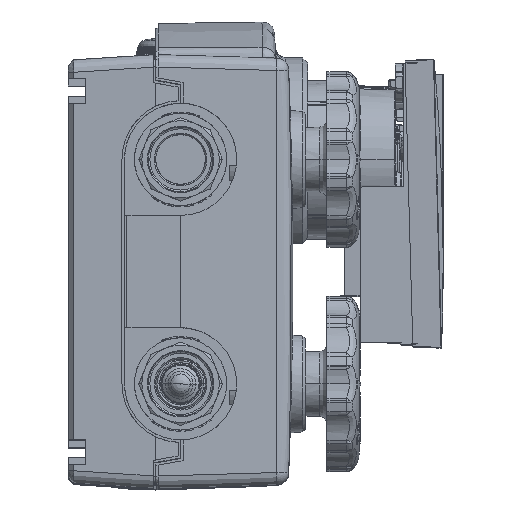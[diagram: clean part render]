
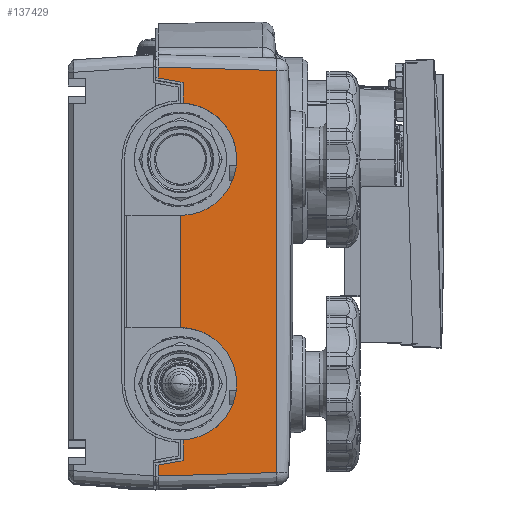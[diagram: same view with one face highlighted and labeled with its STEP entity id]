
A CAD part, top view. The second image highlights one B-rep face of the part: STEP entity #137429.
In plain terms, the highlighted planar face has unit normal (0.035, 0, 0.999).
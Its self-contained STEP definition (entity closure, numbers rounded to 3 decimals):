
#137340=AXIS2_PLACEMENT_3D('Plane Axis2P3D',#137337,#137338,#137339) ;
#135144=CARTESIAN_POINT('Vertex',(38.545,-80.615,152.254)) ;
#135187=CARTESIAN_POINT('Vertex',(38.545,80.615,152.254)) ;
#135572=CARTESIAN_POINT('Control Point',(38.545,-80.615,152.254)) ;
#135573=CARTESIAN_POINT('Control Point',(39.848,-48.387,152.208)) ;
#135574=CARTESIAN_POINT('Control Point',(40.5,-16.132,152.186)) ;
#135575=CARTESIAN_POINT('Control Point',(40.5,16.132,152.186)) ;
#135576=CARTESIAN_POINT('Control Point',(39.848,48.387,152.208)) ;
#135577=CARTESIAN_POINT('Control Point',(38.545,80.615,152.254)) ;
#136380=CARTESIAN_POINT('Vertex',(-9.,81.993,153.914)) ;
#136384=CARTESIAN_POINT('Control Point',(38.545,80.615,152.254)) ;
#136385=CARTESIAN_POINT('Control Point',(29.043,81.08,152.586)) ;
#136386=CARTESIAN_POINT('Control Point',(19.535,81.45,152.918)) ;
#136387=CARTESIAN_POINT('Control Point',(10.024,81.726,153.25)) ;
#136388=CARTESIAN_POINT('Control Point',(0.512,81.906,153.582)) ;
#136389=CARTESIAN_POINT('Control Point',(-9.,81.993,153.914)) ;
#136535=CARTESIAN_POINT('Vertex',(-9.,-81.993,153.914)) ;
#136539=CARTESIAN_POINT('Control Point',(-9.,-81.993,153.914)) ;
#136540=CARTESIAN_POINT('Control Point',(0.513,-81.906,153.582)) ;
#136541=CARTESIAN_POINT('Control Point',(10.026,-81.726,153.25)) ;
#136542=CARTESIAN_POINT('Control Point',(19.537,-81.45,152.918)) ;
#136543=CARTESIAN_POINT('Control Point',(29.043,-81.08,152.586)) ;
#136544=CARTESIAN_POINT('Control Point',(38.545,-80.615,152.254)) ;
#137016=CARTESIAN_POINT('Vertex',(-9.,77.602,153.914)) ;
#137019=CARTESIAN_POINT('Line Origine',(-9.,79.798,153.914)) ;
#137230=CARTESIAN_POINT('Line Origine',(-9.,-79.797,153.914)) ;
#137234=CARTESIAN_POINT('Vertex',(-9.,-77.602,153.914)) ;
#137337=CARTESIAN_POINT('Axis2P3D Location',(0.,0.,153.6)) ;
#137342=CARTESIAN_POINT('Line Origine',(1.,0.,153.565)) ;
#137346=CARTESIAN_POINT('Vertex',(1.,-75.839,153.565)) ;
#137348=CARTESIAN_POINT('Vertex',(1.,-67.478,153.565)) ;
#137352=CARTESIAN_POINT('Control Point',(-9.,-77.602,153.914)) ;
#137353=CARTESIAN_POINT('Control Point',(1.,-75.839,153.565)) ;
#137356=CARTESIAN_POINT('Control Point',(-9.,77.602,153.914)) ;
#137357=CARTESIAN_POINT('Control Point',(1.,75.839,153.565)) ;
#137358=CARTESIAN_POINT('Vertex',(1.,75.839,153.565)) ;
#137361=CARTESIAN_POINT('Line Origine',(1.,0.,153.565)) ;
#137365=CARTESIAN_POINT('Vertex',(1.,67.478,153.565)) ;
#137369=CARTESIAN_POINT('Control Point',(22.5,45.,152.814)) ;
#137370=CARTESIAN_POINT('Control Point',(22.5,51.871,152.814)) ;
#137371=CARTESIAN_POINT('Control Point',(19.884,58.747,152.906)) ;
#137372=CARTESIAN_POINT('Control Point',(14.608,64.258,153.09)) ;
#137373=CARTESIAN_POINT('Control Point',(7.86,67.173,153.326)) ;
#137374=CARTESIAN_POINT('Control Point',(1.,67.478,153.565)) ;
#137375=CARTESIAN_POINT('Vertex',(22.5,45.,152.814)) ;
#137379=CARTESIAN_POINT('Control Point',(0.,22.5,153.6)) ;
#137380=CARTESIAN_POINT('Control Point',(7.066,22.5,153.353)) ;
#137381=CARTESIAN_POINT('Control Point',(14.139,25.266,153.106)) ;
#137382=CARTESIAN_POINT('Control Point',(19.73,30.852,152.911)) ;
#137383=CARTESIAN_POINT('Control Point',(22.5,37.929,152.814)) ;
#137384=CARTESIAN_POINT('Control Point',(22.5,45.,152.814)) ;
#137385=CARTESIAN_POINT('Vertex',(0.,22.5,153.6)) ;
#137388=CARTESIAN_POINT('Line Origine',(0.,0.,153.6)) ;
#137392=CARTESIAN_POINT('Vertex',(0.,-22.5,153.6)) ;
#137396=CARTESIAN_POINT('Control Point',(22.5,-45.,152.814)) ;
#137397=CARTESIAN_POINT('Control Point',(22.5,-37.929,152.814)) ;
#137398=CARTESIAN_POINT('Control Point',(19.73,-30.851,152.911)) ;
#137399=CARTESIAN_POINT('Control Point',(14.139,-25.266,153.106)) ;
#137400=CARTESIAN_POINT('Control Point',(7.066,-22.5,153.353)) ;
#137401=CARTESIAN_POINT('Control Point',(0.,-22.5,153.6)) ;
#137402=CARTESIAN_POINT('Vertex',(22.5,-45.,152.814)) ;
#137406=CARTESIAN_POINT('Control Point',(1.,-67.478,153.565)) ;
#137407=CARTESIAN_POINT('Control Point',(7.86,-67.173,153.326)) ;
#137408=CARTESIAN_POINT('Control Point',(14.608,-64.258,153.09)) ;
#137409=CARTESIAN_POINT('Control Point',(19.884,-58.747,152.906)) ;
#137410=CARTESIAN_POINT('Control Point',(22.5,-51.871,152.814)) ;
#137411=CARTESIAN_POINT('Control Point',(22.5,-45.,152.814)) ;
#137020=DIRECTION('Vector Direction',(0.,-1.,0.)) ;
#137231=DIRECTION('Vector Direction',(0.,1.,0.)) ;
#137338=DIRECTION('Axis2P3D Direction',(0.035,0.,0.999)) ;
#137339=DIRECTION('Axis2P3D XDirection',(0.,-1.,0.)) ;
#137343=DIRECTION('Vector Direction',(0.,-1.,0.)) ;
#137362=DIRECTION('Vector Direction',(0.,-1.,0.)) ;
#137389=DIRECTION('Vector Direction',(0.,-1.,0.)) ;
#137021=VECTOR('Line Direction',#137020,1.) ;
#137232=VECTOR('Line Direction',#137231,1.) ;
#137344=VECTOR('Line Direction',#137343,1.) ;
#137363=VECTOR('Line Direction',#137362,1.) ;
#137390=VECTOR('Line Direction',#137389,1.) ;
#137414=ORIENTED_EDGE('',*,*,#137350,.F.) ;
#137415=ORIENTED_EDGE('',*,*,#137354,.F.) ;
#137416=ORIENTED_EDGE('',*,*,#137236,.F.) ;
#137417=ORIENTED_EDGE('',*,*,#136545,.F.) ;
#137418=ORIENTED_EDGE('',*,*,#135578,.F.) ;
#137419=ORIENTED_EDGE('',*,*,#136390,.F.) ;
#137420=ORIENTED_EDGE('',*,*,#137023,.T.) ;
#137421=ORIENTED_EDGE('',*,*,#137360,.T.) ;
#137422=ORIENTED_EDGE('',*,*,#137367,.F.) ;
#137423=ORIENTED_EDGE('',*,*,#137377,.F.) ;
#137424=ORIENTED_EDGE('',*,*,#137387,.F.) ;
#137425=ORIENTED_EDGE('',*,*,#137394,.F.) ;
#137426=ORIENTED_EDGE('',*,*,#137404,.F.) ;
#137427=ORIENTED_EDGE('',*,*,#137412,.F.) ;
#137429=ADVANCED_FACE('PartBody',(#137428),#137341,.T.) ;
#135571=B_SPLINE_CURVE_WITH_KNOTS('',5,(#135572,#135573,#135574,#135575,#135576,#135577),.UNSPECIFIED.,.F.,.U.,(6,6),(54.97,283.332),.UNSPECIFIED.) ;
#136383=B_SPLINE_CURVE_WITH_KNOTS('',5,(#136384,#136385,#136386,#136387,#136388,#136389),.UNSPECIFIED.,.F.,.U.,(6,6),(24.965,92.412),.UNSPECIFIED.) ;
#136538=B_SPLINE_CURVE_WITH_KNOTS('',5,(#136539,#136540,#136541,#136542,#136543,#136544),.UNSPECIFIED.,.F.,.U.,(6,6),(17.016,84.464),.UNSPECIFIED.) ;
#137351=B_SPLINE_CURVE_WITH_KNOTS('',1,(#137352,#137353),.UNSPECIFIED.,.F.,.U.,(2,2),(-5.08,5.08),.UNSPECIFIED.) ;
#137355=B_SPLINE_CURVE_WITH_KNOTS('',1,(#137356,#137357),.UNSPECIFIED.,.F.,.U.,(2,2),(-5.08,5.08),.UNSPECIFIED.) ;
#137368=B_SPLINE_CURVE_WITH_KNOTS('',5,(#137369,#137370,#137371,#137372,#137373,#137374),.UNSPECIFIED.,.F.,.U.,(6,6),(0.,48.582),.UNSPECIFIED.) ;
#137378=B_SPLINE_CURVE_WITH_KNOTS('',5,(#137379,#137380,#137381,#137382,#137383,#137384),.UNSPECIFIED.,.F.,.U.,(6,6),(0.,49.997),.UNSPECIFIED.) ;
#137395=B_SPLINE_CURVE_WITH_KNOTS('',5,(#137396,#137397,#137398,#137399,#137400,#137401),.UNSPECIFIED.,.F.,.U.,(6,6),(0.,49.997),.UNSPECIFIED.) ;
#137405=B_SPLINE_CURVE_WITH_KNOTS('',5,(#137406,#137407,#137408,#137409,#137410,#137411),.UNSPECIFIED.,.F.,.U.,(6,6),(1.416,49.997),.UNSPECIFIED.) ;
#135578=EDGE_CURVE('',#135188,#135145,#135571,.F.) ;
#136390=EDGE_CURVE('',#136381,#135188,#136383,.F.) ;
#136545=EDGE_CURVE('',#135145,#136536,#136538,.F.) ;
#137023=EDGE_CURVE('',#136381,#137017,#137022,.T.) ;
#137236=EDGE_CURVE('',#136536,#137235,#137233,.T.) ;
#137350=EDGE_CURVE('',#137347,#137349,#137345,.F.) ;
#137354=EDGE_CURVE('',#137235,#137347,#137351,.T.) ;
#137360=EDGE_CURVE('',#137017,#137359,#137355,.T.) ;
#137367=EDGE_CURVE('',#137366,#137359,#137364,.F.) ;
#137377=EDGE_CURVE('',#137376,#137366,#137368,.T.) ;
#137387=EDGE_CURVE('',#137386,#137376,#137378,.T.) ;
#137394=EDGE_CURVE('',#137393,#137386,#137391,.F.) ;
#137404=EDGE_CURVE('',#137403,#137393,#137395,.T.) ;
#137412=EDGE_CURVE('',#137349,#137403,#137405,.T.) ;
#137413=EDGE_LOOP('',(#137414,#137415,#137416,#137417,#137418,#137419,#137420,#137421,#137422,#137423,#137424,#137425,#137426,#137427)) ;
#137428=FACE_OUTER_BOUND('',#137413,.T.) ;
#137022=LINE('Line',#137019,#137021) ;
#137233=LINE('Line',#137230,#137232) ;
#137345=LINE('Line',#137342,#137344) ;
#137364=LINE('Line',#137361,#137363) ;
#137391=LINE('Line',#137388,#137390) ;
#137341=PLANE('',#137340) ;
#135145=VERTEX_POINT('',#135144) ;
#135188=VERTEX_POINT('',#135187) ;
#136381=VERTEX_POINT('',#136380) ;
#136536=VERTEX_POINT('',#136535) ;
#137017=VERTEX_POINT('',#137016) ;
#137235=VERTEX_POINT('',#137234) ;
#137347=VERTEX_POINT('',#137346) ;
#137349=VERTEX_POINT('',#137348) ;
#137359=VERTEX_POINT('',#137358) ;
#137366=VERTEX_POINT('',#137365) ;
#137376=VERTEX_POINT('',#137375) ;
#137386=VERTEX_POINT('',#137385) ;
#137393=VERTEX_POINT('',#137392) ;
#137403=VERTEX_POINT('',#137402) ;
